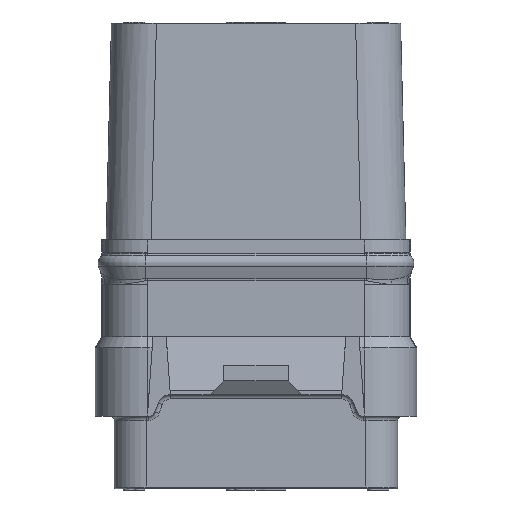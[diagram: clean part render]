
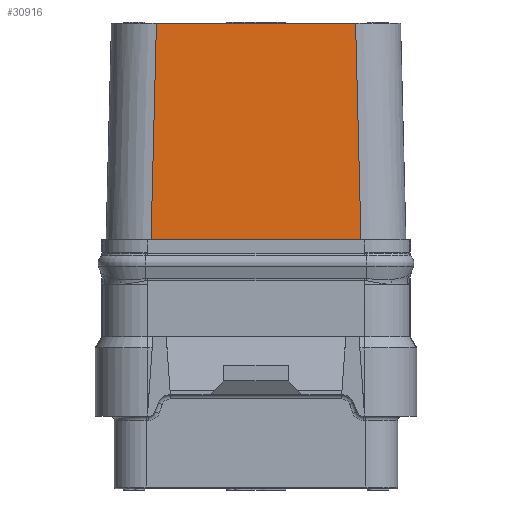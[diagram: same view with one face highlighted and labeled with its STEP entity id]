
A CAD part, front view. The second image highlights one B-rep face of the part: STEP entity #30916.
In plain terms, the highlighted planar face has unit normal (0, -1, 0.025).
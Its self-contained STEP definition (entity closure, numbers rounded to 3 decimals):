
#2264=DIRECTION('',(1.,0.,0.));
#2265=VECTOR('',#2264,9.3);
#2266=CARTESIAN_POINT('',(-4.65,-5.75,10.12));
#2267=LINE('',#2266,#2265);
#3471=DIRECTION('',(1.,0.,0.));
#3472=VECTOR('',#3471,9.8);
#3473=CARTESIAN_POINT('',(-4.9,-6.,0.));
#3474=LINE('',#3473,#3472);
#6714=DIRECTION('',(-0.025,0.025,0.999));
#6715=VECTOR('',#6714,10.126);
#6716=CARTESIAN_POINT('',(4.9,-6.,0.));
#6717=LINE('',#6716,#6715);
#6718=DIRECTION('',(0.025,0.025,0.999));
#6719=VECTOR('',#6718,10.126);
#6720=CARTESIAN_POINT('',(-4.9,-6.,0.));
#6721=LINE('',#6720,#6719);
#18519=CARTESIAN_POINT('',(-4.65,-5.75,10.12));
#18520=VERTEX_POINT('',#18519);
#18521=CARTESIAN_POINT('',(4.65,-5.75,10.12));
#18522=VERTEX_POINT('',#18521);
#18535=CARTESIAN_POINT('',(-4.9,-6.,0.));
#18536=VERTEX_POINT('',#18535);
#18537=CARTESIAN_POINT('',(4.9,-6.,0.));
#18538=VERTEX_POINT('',#18537);
#30904=CARTESIAN_POINT('',(0.,-5.875,5.06));
#30905=DIRECTION('',(0.,-1.,0.025));
#30906=DIRECTION('',(1.,0.,0.));
#30907=AXIS2_PLACEMENT_3D('',#30904,#30905,#30906);
#30908=PLANE('',#30907);
#30909=ORIENTED_EDGE('',*,*,#26105,.F.);
#30911=ORIENTED_EDGE('',*,*,#30910,.T.);
#30912=ORIENTED_EDGE('',*,*,#25454,.T.);
#30913=ORIENTED_EDGE('',*,*,#30897,.F.);
#30914=EDGE_LOOP('',(#30909,#30911,#30912,#30913));
#30915=FACE_OUTER_BOUND('',#30914,.F.);
#30916=ADVANCED_FACE('',(#30915),#30908,.T.);
#25454=EDGE_CURVE('',#18520,#18522,#2267,.T.);
#26105=EDGE_CURVE('',#18536,#18538,#3474,.T.);
#30897=EDGE_CURVE('',#18538,#18522,#6717,.T.);
#30910=EDGE_CURVE('',#18536,#18520,#6721,.T.);
